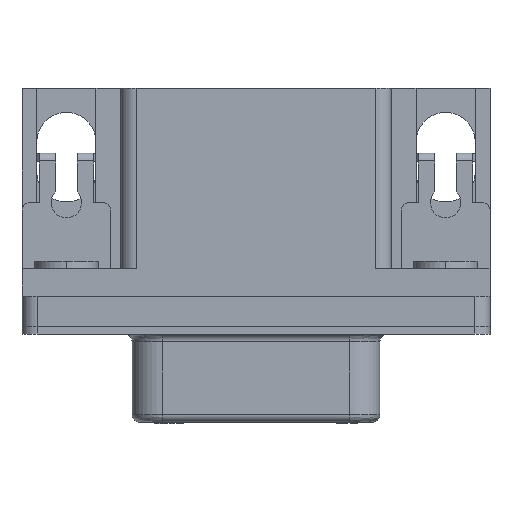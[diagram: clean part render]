
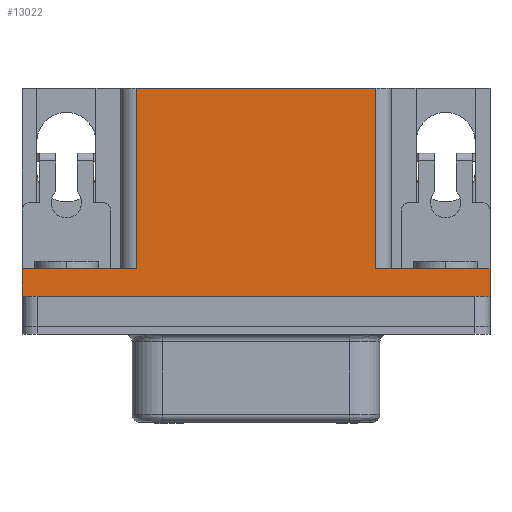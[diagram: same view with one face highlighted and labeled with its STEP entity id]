
A CAD part, top view. The second image highlights one B-rep face of the part: STEP entity #13022.
In plain terms, the highlighted planar face has unit normal (0, 0, 1).
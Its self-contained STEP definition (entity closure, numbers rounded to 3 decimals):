
#11904 = EDGE_CURVE('',#11905,#11907,#11909,.T.);
#11905 = VERTEX_POINT('',#11906);
#11906 = CARTESIAN_POINT('',(11.08,-9.951,10.516));
#11907 = VERTEX_POINT('',#11908);
#11908 = CARTESIAN_POINT('',(11.08,-11.751,10.516));
#11909 = LINE('',#11910,#11911);
#11910 = CARTESIAN_POINT('',(11.08,-13.751,10.516));
#11911 = VECTOR('',#11912,1.);
#11912 = DIRECTION('',(0.,-1.,0.));
#12116 = VERTEX_POINT('',#12117);
#12117 = CARTESIAN_POINT('',(-19.76,-11.751,10.516));
#12123 = EDGE_CURVE('',#12116,#12124,#12126,.T.);
#12124 = VERTEX_POINT('',#12125);
#12125 = CARTESIAN_POINT('',(-19.76,-9.951,10.516));
#12126 = LINE('',#12127,#12128);
#12127 = CARTESIAN_POINT('',(-19.76,1.949,10.516));
#12128 = VECTOR('',#12129,1.);
#12129 = DIRECTION('',(0.,1.,0.));
#13022 = ADVANCED_FACE('',(#13023),#13071,.F.);
#13023 = FACE_BOUND('',#13024,.T.);
#13024 = EDGE_LOOP('',(#13025,#13026,#13032,#13033,#13041,#13049,#13057,
    #13065));
#13025 = ORIENTED_EDGE('',*,*,#12123,.F.);
#13026 = ORIENTED_EDGE('',*,*,#13027,.F.);
#13027 = EDGE_CURVE('',#11907,#12116,#13028,.T.);
#13028 = LINE('',#13029,#13030);
#13029 = CARTESIAN_POINT('',(-4.34,-11.751,10.516));
#13030 = VECTOR('',#13031,1.);
#13031 = DIRECTION('',(-1.,0.,0.));
#13032 = ORIENTED_EDGE('',*,*,#11904,.F.);
#13033 = ORIENTED_EDGE('',*,*,#13034,.F.);
#13034 = EDGE_CURVE('',#13035,#11905,#13037,.T.);
#13035 = VERTEX_POINT('',#13036);
#13036 = CARTESIAN_POINT('',(3.56,-9.951,10.516));
#13037 = LINE('',#13038,#13039);
#13038 = CARTESIAN_POINT('',(-4.34,-9.951,10.516));
#13039 = VECTOR('',#13040,1.);
#13040 = DIRECTION('',(1.,-0.,0.));
#13041 = ORIENTED_EDGE('',*,*,#13042,.F.);
#13042 = EDGE_CURVE('',#13043,#13035,#13045,.T.);
#13043 = VERTEX_POINT('',#13044);
#13044 = CARTESIAN_POINT('',(3.56,1.949,10.516));
#13045 = LINE('',#13046,#13047);
#13046 = CARTESIAN_POINT('',(3.56,-4.901,10.516));
#13047 = VECTOR('',#13048,1.);
#13048 = DIRECTION('',(0.,-1.,0.));
#13049 = ORIENTED_EDGE('',*,*,#13050,.F.);
#13050 = EDGE_CURVE('',#13051,#13043,#13053,.T.);
#13051 = VERTEX_POINT('',#13052);
#13052 = CARTESIAN_POINT('',(-12.24,1.949,10.516));
#13053 = LINE('',#13054,#13055);
#13054 = CARTESIAN_POINT('',(11.08,1.949,10.516));
#13055 = VECTOR('',#13056,1.);
#13056 = DIRECTION('',(1.,0.,0.));
#13057 = ORIENTED_EDGE('',*,*,#13058,.F.);
#13058 = EDGE_CURVE('',#13059,#13051,#13061,.T.);
#13059 = VERTEX_POINT('',#13060);
#13060 = CARTESIAN_POINT('',(-12.24,-9.951,10.516));
#13061 = LINE('',#13062,#13063);
#13062 = CARTESIAN_POINT('',(-12.24,-4.901,10.516));
#13063 = VECTOR('',#13064,1.);
#13064 = DIRECTION('',(0.,1.,0.));
#13065 = ORIENTED_EDGE('',*,*,#13066,.F.);
#13066 = EDGE_CURVE('',#12124,#13059,#13067,.T.);
#13067 = LINE('',#13068,#13069);
#13068 = CARTESIAN_POINT('',(-4.34,-9.951,10.516));
#13069 = VECTOR('',#13070,1.);
#13070 = DIRECTION('',(1.,-0.,0.));
#13071 = PLANE('',#13072);
#13072 = AXIS2_PLACEMENT_3D('',#13073,#13074,#13075);
#13073 = CARTESIAN_POINT('',(-4.34,-4.901,10.516));
#13074 = DIRECTION('',(0.,0.,-1.));
#13075 = DIRECTION('',(1.,-0.,0.));
